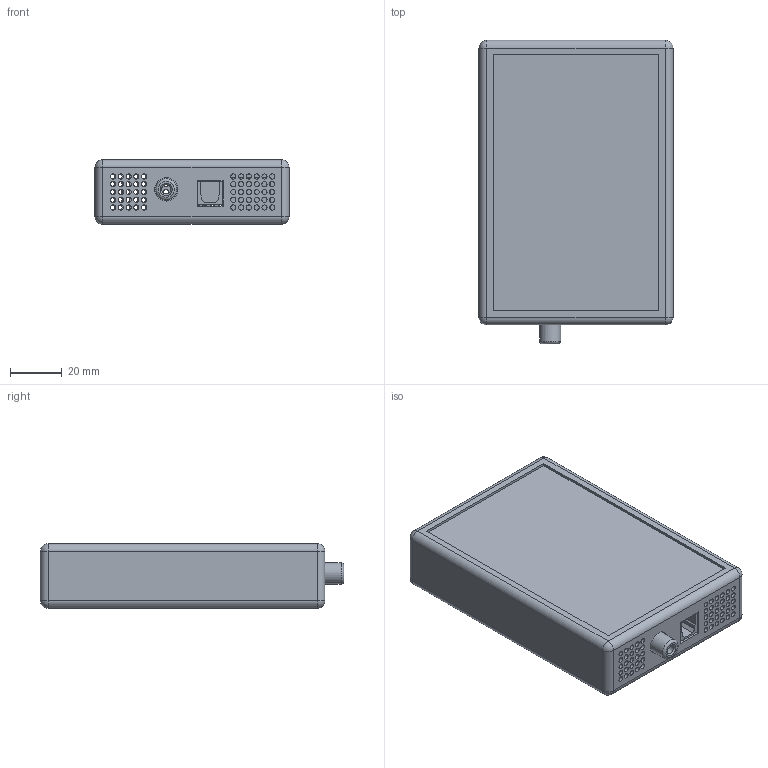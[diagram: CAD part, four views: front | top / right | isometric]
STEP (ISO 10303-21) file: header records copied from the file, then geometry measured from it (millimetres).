
FILE_DESCRIPTION(('FreeCAD Model'),'2;1');
FILE_NAME('NGTC-TVI2.0 - V3.step','2020-11-10T08:10:35',('Author'),(''), 'Open CASCADE STEP processor 7.3','FreeCAD','Unknown');
FILE_SCHEMA(('AUTOMOTIVE_DESIGN { 1 0 10303 214 1 1 1 1 }'));
Length unit declared in the file: millimetre
Products named in the file (4): Body_TVI2.0; Body_RJ45; Body_Toslink; Body_Coax
Bounding box: 75 x 117.25 x 25 mm (x, y, z)
Volume: 44855.3 mm3; surface area: 52050 mm2
Topology: 4 solids, 4 shells, 261 faces, 690 edges, 434 vertices
Faces by surface type: cylinder 146, plane 105, sphere 8, cone 1, torus 1
Full cylindrical faces by diameter (mm): 2 x130, 3.5 x1, 5 x1, 8.2 x1, 9 x1
Entity records: 17933 total; most frequent: CARTESIAN_POINT 3540, DIRECTION 2732, LINE 1483, VECTOR 1483, ORIENTED_EDGE 1364, PCURVE 1364, DEFINITIONAL_REPRESENTATION 1364, EDGE_CURVE 682
